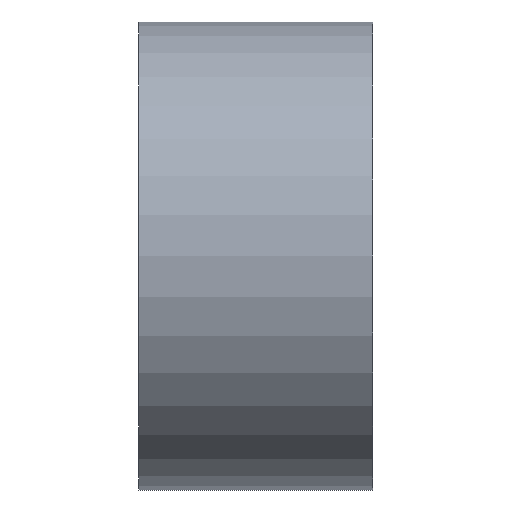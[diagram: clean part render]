
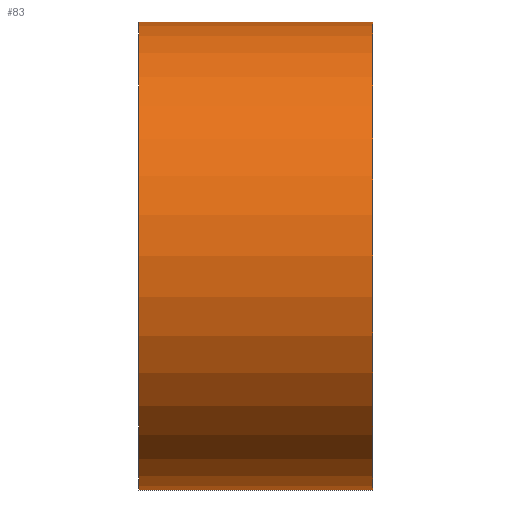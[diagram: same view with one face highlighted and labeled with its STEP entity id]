
A CAD part, left-side view. The second image highlights one B-rep face of the part: STEP entity #83.
In plain terms, the highlighted cylindrical face has radius 5 mm (diameter 10 mm), a partial arc.
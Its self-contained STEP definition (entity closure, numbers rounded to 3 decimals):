
#5 = CARTESIAN_POINT ( 'NONE',  ( 0., 5., -5. ) ) ;
#13 = EDGE_LOOP ( 'NONE', ( #77, #152, #62, #75 ) ) ;
#16 = CARTESIAN_POINT ( 'NONE',  ( 0., 5., 0. ) ) ;
#20 = DIRECTION ( 'NONE',  ( 0., 1., 0. ) ) ;
#27 = DIRECTION ( 'NONE',  ( 0., -1., 0. ) ) ;
#31 = CYLINDRICAL_SURFACE ( 'NONE', #194, 5. ) ;
#38 = CARTESIAN_POINT ( 'NONE',  ( 0., 0., 5. ) ) ;
#44 = DIRECTION ( 'NONE',  ( 0., -1., 0. ) ) ;
#49 = CARTESIAN_POINT ( 'NONE',  ( 0., 5., -5. ) ) ;
#50 = DIRECTION ( 'NONE',  ( 0., 1., 0. ) ) ;
#52 = VERTEX_POINT ( 'NONE', #5 ) ;
#59 = DIRECTION ( 'NONE',  ( 0., 0., 1. ) ) ;
#61 = CARTESIAN_POINT ( 'NONE',  ( 0., 5., 0. ) ) ;
#62 = ORIENTED_EDGE ( 'NONE', *, *, #104, .T. ) ;
#71 = EDGE_CURVE ( 'NONE', #73, #94, #86, .T. ) ;
#73 = VERTEX_POINT ( 'NONE', #79 ) ;
#75 = ORIENTED_EDGE ( 'NONE', *, *, #71, .T. ) ;
#77 = ORIENTED_EDGE ( 'NONE', *, *, #155, .F. ) ;
#79 = CARTESIAN_POINT ( 'NONE',  ( 0., 0., -5. ) ) ;
#82 = CIRCLE ( 'NONE', #168, 5. ) ;
#83 = ADVANCED_FACE ( 'NONE', ( #157 ), #31, .T. ) ;
#86 = CIRCLE ( 'NONE', #129, 5. ) ;
#94 = VERTEX_POINT ( 'NONE', #38 ) ;
#98 = EDGE_CURVE ( 'NONE', #52, #181, #82, .T. ) ;
#104 = EDGE_CURVE ( 'NONE', #52, #73, #167, .T. ) ;
#116 = DIRECTION ( 'NONE',  ( 0., 0., 1. ) ) ;
#124 = VECTOR ( 'NONE', #27, 1000. ) ;
#129 = AXIS2_PLACEMENT_3D ( 'NONE', #190, #20, #59 ) ;
#136 = CARTESIAN_POINT ( 'NONE',  ( 0., 5., 5. ) ) ;
#137 = DIRECTION ( 'NONE',  ( 0., -1., 0. ) ) ;
#146 = DIRECTION ( 'NONE',  ( 0., 0., -1. ) ) ;
#152 = ORIENTED_EDGE ( 'NONE', *, *, #98, .F. ) ;
#155 = EDGE_CURVE ( 'NONE', #181, #94, #193, .T. ) ;
#157 = FACE_OUTER_BOUND ( 'NONE', #13, .T. ) ;
#161 = VECTOR ( 'NONE', #137, 1000. ) ;
#167 = LINE ( 'NONE', #49, #161 ) ;
#168 = AXIS2_PLACEMENT_3D ( 'NONE', #61, #50, #116 ) ;
#169 = CARTESIAN_POINT ( 'NONE',  ( 0., 5., 5. ) ) ;
#181 = VERTEX_POINT ( 'NONE', #169 ) ;
#190 = CARTESIAN_POINT ( 'NONE',  ( 0., 0., 0. ) ) ;
#193 = LINE ( 'NONE', #136, #124 ) ;
#194 = AXIS2_PLACEMENT_3D ( 'NONE', #16, #44, #146 ) ;
